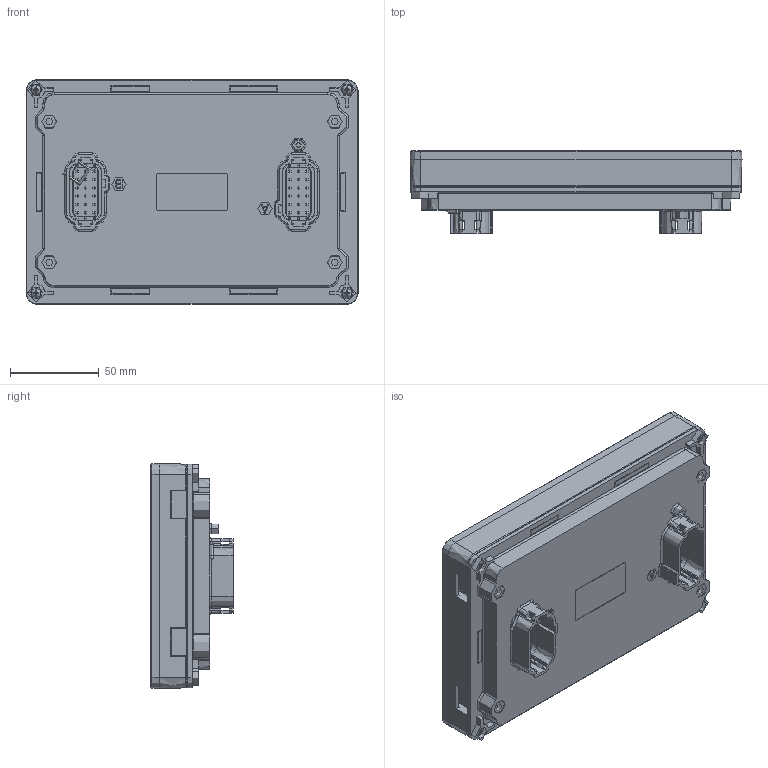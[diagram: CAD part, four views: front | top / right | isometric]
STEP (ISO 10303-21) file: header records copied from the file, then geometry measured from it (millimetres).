
FILE_DESCRIPTION((''),'2;1');
FILE_NAME('3D70XX-XXX_ASM','2016-09-06T',('smaupin'),(''),'PRO/ENGINEER BY PARAMETRIC TECHNOLOGY CORPORATION, 2011490','PRO/ENGINEER BY PARAMETRIC TECHNOLOGY CORPORATION, 2011490','');
FILE_SCHEMA(('CONFIG_CONTROL_DESIGN'));
Products named in the file (13): 3DZ1949-1; 3DZ1949-1_ASM; 3DHH1955-1; 3DZ1950-2; 3D70_INSERT_SCEM_M5; 3DZ1950-2_ASM; 3AHH1382-1; 3AZ1829-X; 3AZ1829-PIN; 3AZ1829-X_ASM; 3DZZ1952-3-XXX_ASM; SHH3809-0014L; 3D70XX-XXX_ASM
Assembly tree (36 placements, depth 4):
  3D70XX-XXX_ASM
    3DZ1949-1_ASM
      3DZ1949-1
    3DHH1955-1
    3DZ1950-2_ASM
      3DZ1950-2
      3D70_INSERT_SCEM_M5  x4
    3AHH1382-1
    3DZZ1952-3-XXX_ASM
      3AZ1829-X_ASM  x2
        3AZ1829-X
        3AZ1829-PIN
    SHH3809-0014L  x4
Bounding box: 187.58 x 46.41 x 126.98 mm (x, y, z)
Volume: 449170.4 mm3
Topology: 59 solids, 67 shells, 3260 faces, 8511 edges, 5391 vertices
Faces by surface type: plane 1397, cylinder 1107, cone 306, sphere 252, torus 130, bspline 68
Entity records: 76090 total; most frequent: CARTESIAN_POINT 24253, ORIENTED_EDGE 11042, DIRECTION 10216, EDGE_CURVE 5521, VECTOR 3637, LINE 3637, VERTEX_POINT 3500, AXIS2_PLACEMENT_3D 3289
